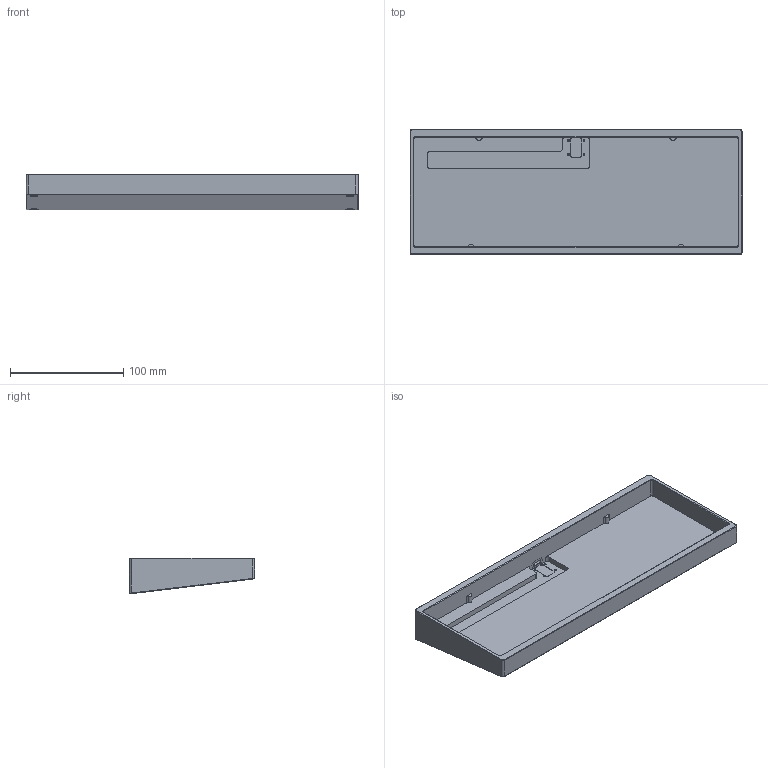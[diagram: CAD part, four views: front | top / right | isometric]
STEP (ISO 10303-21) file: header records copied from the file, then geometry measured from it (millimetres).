
FILE_DESCRIPTION(/* description */ (''),/* implementation_level */ '2;1');
FILE_NAME(/* name */ 'Gasket Tofu v11.step',/* time_stamp */ '2021-03-10T00:02:24-05:00',/* author */ (''),/* organization */ (''),/* preprocessor_version */ 'ST-DEVELOPER v18.1',/* originating_system */ 'Autodesk Translation Framework v9.10.0.1330',/* authorisation */ '');
FILE_SCHEMA (('AUTOMOTIVE_DESIGN { 1 0 10303 214 3 1 1 }'));
Length unit declared in the file: millimetre
Products named in the file (1): Gasket Tofu
Bounding box: 293.7 x 110.7 x 31.61 mm (x, y, z)
Volume: 305236.9 mm3; surface area: 100331.3 mm2
Topology: 1 solids, 1 shells, 132 faces, 336 edges, 212 vertices
Faces by surface type: plane 62, cylinder 46, cone 16, bspline 8
Full cylindrical faces by diameter (mm): 1.6 x4, 8 x4
Entity records: 4101 total; most frequent: CARTESIAN_POINT 869, DIRECTION 666, ORIENTED_EDGE 664, EDGE_CURVE 332, AXIS2_PLACEMENT_3D 225, LINE 216, VECTOR 216, VERTEX_POINT 212
